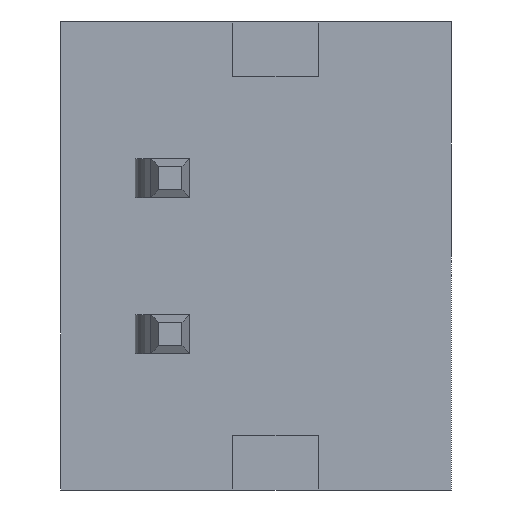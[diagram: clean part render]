
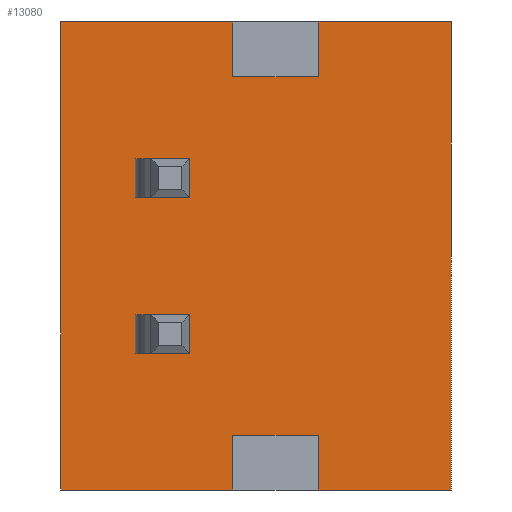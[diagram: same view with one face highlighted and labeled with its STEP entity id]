
A CAD part, front view. The second image highlights one B-rep face of the part: STEP entity #13080.
In plain terms, the highlighted face is planar.
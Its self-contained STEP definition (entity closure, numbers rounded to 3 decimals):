
#2690=CARTESIAN_POINT('',(12.484,1.052,
-5.553));
#2700=VERTEX_POINT('',#2690);
#3170=CARTESIAN_POINT('',(12.484,1.052,
0.447));
#3180=VERTEX_POINT('',#3170);
#3210=CARTESIAN_POINT('',(12.484,1.052,
-13.553));
#3220=DIRECTION('',(0.,0.,-1.));
#3230=VECTOR('',#3220,1.);
#3240=LINE('',#3210,#3230);
#3250=EDGE_CURVE('',#3180,#2700,#3240,.T.);
#3630=CARTESIAN_POINT('',(10.834,1.052,
-3.803));
#3640=VERTEX_POINT('',#3630);
#3790=CARTESIAN_POINT('',(10.834,1.052,
-3.303));
#3800=VERTEX_POINT('',#3790);
#3830=CARTESIAN_POINT('',(10.834,1.052,
-7.553));
#3840=DIRECTION('',(0.,0.,-1.));
#3850=VECTOR('',#3840,1.);
#3860=LINE('',#3830,#3850);
#3870=EDGE_CURVE('',#3800,#3640,#3860,.T.);
#5840=CARTESIAN_POINT('',(7.484,1.052,
-5.553));
#5850=DIRECTION('',(1.,0.,0.));
#5860=VECTOR('',#5850,1.);
#5870=LINE('',#5840,#5860);
#5880=CARTESIAN_POINT('',(10.284,1.052,
-5.553));
#5890=VERTEX_POINT('',#5880);
#5900=EDGE_CURVE('',#5890,#2700,#5870,.T.);
#6120=CARTESIAN_POINT('',(9.184,1.052,
-5.553));
#6130=VERTEX_POINT('',#6120);
#6160=CARTESIAN_POINT('',(7.484,1.052,
-5.553));
#6170=VERTEX_POINT('',#6160);
#6180=EDGE_CURVE('',#6170,#6130,#5870,.T.);
#9210=CARTESIAN_POINT('',(11.334,1.052,
-3.303));
#9220=VERTEX_POINT('',#9210);
#9250=CARTESIAN_POINT('',(7.484,1.052,
-3.303));
#9260=DIRECTION('',(-1.,0.,0.));
#9270=VECTOR('',#9260,1.);
#9280=LINE('',#9250,#9270);
#9290=EDGE_CURVE('',#9220,#3800,#9280,.T.);
#10120=CARTESIAN_POINT('',(11.334,1.052,
-3.803));
#10130=VERTEX_POINT('',#10120);
#10180=CARTESIAN_POINT('',(11.334,1.052,
-7.553));
#10190=DIRECTION('',(0.,0.,1.));
#10200=VECTOR('',#10190,1.);
#10210=LINE('',#10180,#10200);
#10220=EDGE_CURVE('',#10130,#9220,#10210,.T.);
#10560=CARTESIAN_POINT('',(7.484,1.052,
-3.803));
#10570=DIRECTION('',(1.,0.,0.));
#10580=VECTOR('',#10570,1.);
#10590=LINE('',#10560,#10580);
#10600=EDGE_CURVE('',#3640,#10130,#10590,.T.);
#11570=CARTESIAN_POINT('',(9.184,1.052,
-4.853));
#11580=VERTEX_POINT('',#11570);
#11730=CARTESIAN_POINT('',(10.284,1.052,
-4.853));
#11740=VERTEX_POINT('',#11730);
#11770=CARTESIAN_POINT('',(7.484,1.052,
-4.853));
#11780=DIRECTION('',(1.,0.,0.));
#11790=VECTOR('',#11780,1.);
#11800=LINE('',#11770,#11790);
#11810=EDGE_CURVE('',#11580,#11740,#11800,.T.);
#12030=CARTESIAN_POINT('',(12.484,1.052,
8.447));
#12040=DIRECTION('',(0.,1.,-0.));
#12050=DIRECTION('',(-1.,0.,0.));
#12060=AXIS2_PLACEMENT_3D('',#12030,#12040,#12050);
#12070=PLANE('',#12060);
#12080=ORIENTED_EDGE('',*,*,#10600,.T.);
#12090=ORIENTED_EDGE('',*,*,#3870,.T.);
#12100=ORIENTED_EDGE('',*,*,#9290,.T.);
#12110=ORIENTED_EDGE('',*,*,#10220,.T.);
#12120=EDGE_LOOP('',(#12110,#12100,#12090,#12080));
#12130=FACE_BOUND('',#12120,.T.);
#12140=CARTESIAN_POINT('',(7.484,1.052,
-1.803));
#12150=DIRECTION('',(-1.,0.,0.));
#12160=VECTOR('',#12150,1.);
#12170=LINE('',#12140,#12160);
#12180=CARTESIAN_POINT('',(11.334,1.052,
-1.803));
#12190=VERTEX_POINT('',#12180);
#12200=CARTESIAN_POINT('',(10.834,1.052,
-1.803));
#12210=VERTEX_POINT('',#12200);
#12220=EDGE_CURVE('',#12190,#12210,#12170,.T.);
#12230=ORIENTED_EDGE('',*,*,#12220,.F.);
#12240=CARTESIAN_POINT('',(10.834,1.052,
-7.553));
#12250=DIRECTION('',(0.,0.,1.));
#12260=VECTOR('',#12250,1.);
#12270=LINE('',#12240,#12260);
#12280=CARTESIAN_POINT('',(10.834,1.052,
-1.303));
#12290=VERTEX_POINT('',#12280);
#12300=EDGE_CURVE('',#12210,#12290,#12270,.T.);
#12310=ORIENTED_EDGE('',*,*,#12300,.F.);
#12320=CARTESIAN_POINT('',(7.484,1.052,
-1.303));
#12330=DIRECTION('',(1.,0.,0.));
#12340=VECTOR('',#12330,1.);
#12350=LINE('',#12320,#12340);
#12360=CARTESIAN_POINT('',(11.334,1.052,
-1.303));
#12370=VERTEX_POINT('',#12360);
#12380=EDGE_CURVE('',#12290,#12370,#12350,.T.);
#12390=ORIENTED_EDGE('',*,*,#12380,.F.);
#12400=CARTESIAN_POINT('',(11.334,1.052,
-7.553));
#12410=DIRECTION('',(0.,0.,-1.));
#12420=VECTOR('',#12410,1.);
#12430=LINE('',#12400,#12420);
#12440=EDGE_CURVE('',#12370,#12190,#12430,.T.);
#12450=ORIENTED_EDGE('',*,*,#12440,.F.);
#12460=EDGE_LOOP('',(#12450,#12390,#12310,#12230));
#12470=FACE_BOUND('',#12460,.T.);
#12480=CARTESIAN_POINT('',(7.484,1.052,
0.447));
#12490=DIRECTION('',(1.,0.,0.));
#12500=VECTOR('',#12490,1.);
#12510=LINE('',#12480,#12500);
#12520=CARTESIAN_POINT('',(10.284,1.052,
0.447));
#12530=VERTEX_POINT('',#12520);
#12540=EDGE_CURVE('',#12530,#3180,#12510,.T.);
#12550=ORIENTED_EDGE('',*,*,#12540,.T.);
#12560=CARTESIAN_POINT('',(10.284,1.052,
-13.553));
#12570=DIRECTION('',(0.,0.,1.));
#12580=VECTOR('',#12570,1.);
#12590=LINE('',#12560,#12580);
#12600=CARTESIAN_POINT('',(10.284,1.052,
-0.253));
#12610=VERTEX_POINT('',#12600);
#12620=EDGE_CURVE('',#12610,#12530,#12590,.T.);
#12630=ORIENTED_EDGE('',*,*,#12620,.T.);
#12640=CARTESIAN_POINT('',(7.484,1.052,
-0.253));
#12650=DIRECTION('',(1.,0.,0.));
#12660=VECTOR('',#12650,1.);
#12670=LINE('',#12640,#12660);
#12680=CARTESIAN_POINT('',(9.184,1.052,
-0.253));
#12690=VERTEX_POINT('',#12680);
#12700=EDGE_CURVE('',#12690,#12610,#12670,.T.);
#12710=ORIENTED_EDGE('',*,*,#12700,.T.);
#12720=CARTESIAN_POINT('',(9.184,1.052,
-13.553));
#12730=DIRECTION('',(0.,0.,-1.));
#12740=VECTOR('',#12730,1.);
#12750=LINE('',#12720,#12740);
#12760=CARTESIAN_POINT('',(9.184,1.052,
0.447));
#12770=VERTEX_POINT('',#12760);
#12780=EDGE_CURVE('',#12770,#12690,#12750,.T.);
#12790=ORIENTED_EDGE('',*,*,#12780,.T.);
#12800=CARTESIAN_POINT('',(7.484,1.052,
0.447));
#12810=VERTEX_POINT('',#12800);
#12820=EDGE_CURVE('',#12810,#12770,#12510,.T.);
#12830=ORIENTED_EDGE('',*,*,#12820,.T.);
#12840=CARTESIAN_POINT('',(7.484,1.052,
-7.553));
#12850=DIRECTION('',(0.,0.,1.));
#12860=VECTOR('',#12850,1.);
#12870=LINE('',#12840,#12860);
#12880=EDGE_CURVE('',#6170,#12810,#12870,.T.);
#12890=ORIENTED_EDGE('',*,*,#12880,.T.);
#12900=ORIENTED_EDGE('',*,*,#6180,.F.);
#12910=CARTESIAN_POINT('',(9.184,1.052,
8.447));
#12920=DIRECTION('',(0.,0.,1.));
#12930=VECTOR('',#12920,1.);
#12940=LINE('',#12910,#12930);
#12950=EDGE_CURVE('',#6130,#11580,#12940,.T.);
#12960=ORIENTED_EDGE('',*,*,#12950,.F.);
#12970=ORIENTED_EDGE('',*,*,#11810,.F.);
#12980=CARTESIAN_POINT('',(10.284,1.052,
8.447));
#12990=DIRECTION('',(0.,0.,-1.));
#13000=VECTOR('',#12990,1.);
#13010=LINE('',#12980,#13000);
#13020=EDGE_CURVE('',#11740,#5890,#13010,.T.);
#13030=ORIENTED_EDGE('',*,*,#13020,.F.);
#13040=ORIENTED_EDGE('',*,*,#5900,.F.);
#13050=ORIENTED_EDGE('',*,*,#3250,.T.);
#13060=EDGE_LOOP('',(#13050,#13040,#13030,#12970,#12960,#12900,#12890,
#12830,#12790,#12710,#12630,#12550));
#13070=FACE_OUTER_BOUND('',#13060,.T.);
#13080=ADVANCED_FACE('',(#12130,#12470,#13070),#12070,.T.);
